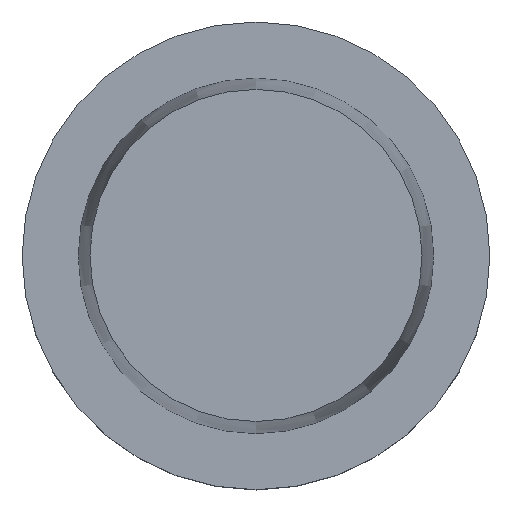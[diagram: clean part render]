
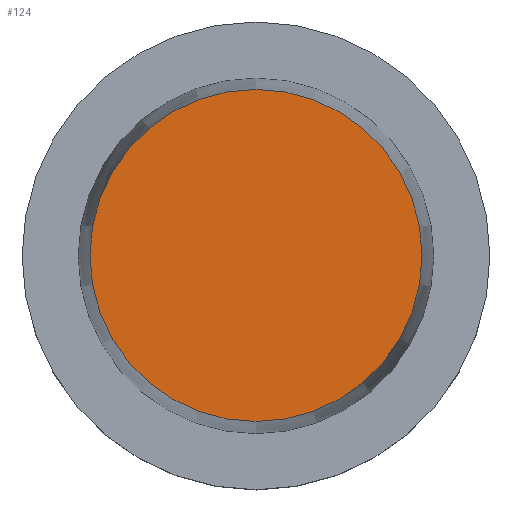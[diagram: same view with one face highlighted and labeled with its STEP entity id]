
A CAD part, top view. The second image highlights one B-rep face of the part: STEP entity #124.
In plain terms, the highlighted planar face has unit normal (0, 0, 1).
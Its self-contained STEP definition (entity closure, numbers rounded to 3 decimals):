
#96=EDGE_CURVE('Unnamed[1]',#215,#215,#216,.T.);
#124=ADVANCED_FACE('Unnamed[1]',(#259),#260,.T.);
#215=VERTEX_POINT('',#362);
#216=CIRCLE('',#363,35.5);
#259=FACE_OUTER_BOUND('',#417,.T.);
#260=PLANE('',#418);
#362=CARTESIAN_POINT('',(0.,35.5,50.0));
#363=AXIS2_PLACEMENT_3D('',#511,#512,#513);
#417=EDGE_LOOP('',(#560));
#418=AXIS2_PLACEMENT_3D('',#561,#562,#563);
#511=CARTESIAN_POINT('',(0.,0.,50.0));
#512=DIRECTION('',(0.,0.,-1.0));
#513=DIRECTION('',(0.,1.0,0.));
#560=ORIENTED_EDGE('',*,*,#96,.F.);
#561=CARTESIAN_POINT('',(0.,17.75,50.0));
#562=DIRECTION('',(0.,0.,1.0));
#563=DIRECTION('',(0.,-1.0,0.));
